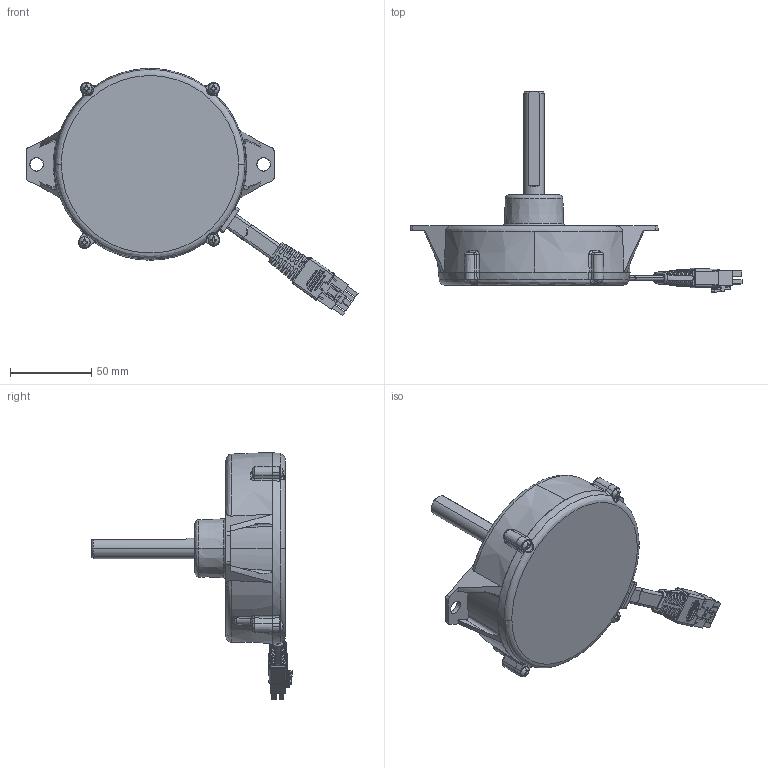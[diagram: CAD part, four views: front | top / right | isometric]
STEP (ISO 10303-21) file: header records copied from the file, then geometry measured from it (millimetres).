
FILE_DESCRIPTION (( 'STEP AP214' ), '1' );
FILE_NAME ('Std Motor with Molex & D-Shape Shaft.STEP', '2020-02-20T20:29:35', ( '' ), ( '' ), 'SwSTEP 2.0', 'SolidWorks 2020', '' );
FILE_SCHEMA (( 'AUTOMOTIVE_DESIGN' ));
Length unit declared in the file: inch
Products named in the file (1): Std Motor with Molex & D-Shape Shaft
Bounding box: 204.31 x 123.22 x 152.16 mm (x, y, z)
Surface area: 51609.3 mm2 (no closed solid volume)
Topology: 0 solids, 16 shells, 736 faces, 2236 edges, 1469 vertices
Faces by surface type: plane 419, cylinder 126, bspline 93, cone 51, sphere 35, torus 12
Entity records: 39964 total; most frequent: CARTESIAN_POINT 11679, ORIENTED_EDGE 3935, DIRECTION 3563, EDGE_CURVE 2197, VERTEX_POINT 1469, AXIS2_PLACEMENT_3D 1191, LINE 1181, VECTOR 1181
